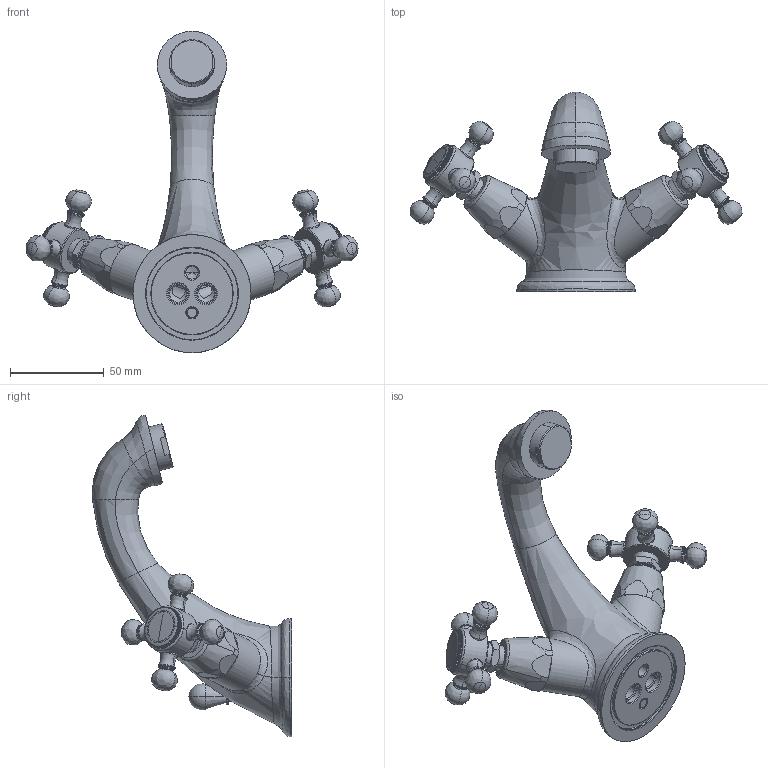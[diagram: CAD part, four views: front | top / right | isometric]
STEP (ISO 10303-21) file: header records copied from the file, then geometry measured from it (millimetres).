
FILE_DESCRIPTION((''),'2;1');
FILE_NAME('VLV065CR','2021-11-11T08:41:36',('ut3'),('PAFFONI SpA'),'CREO PARAMETRIC BY PTC INC, 2020044','CREO PARAMETRIC BY PTC INC, 2020044','');
FILE_SCHEMA(('CONFIG_CONTROL_DESIGN','SHAPE_APPEARANCE_LAYERS_GROUPS'));
Products named in the file (1): VLV065CR
Bounding box: 177.03 x 106.35 x 171.45 mm (x, y, z)
Volume: 164503.2 mm3; surface area: 64552.8 mm2
Topology: 1 solids, 1 shells, 1077 faces, 2899 edges, 1833 vertices
Faces by surface type: plane 513, cylinder 333, torus 91, bspline 62, cone 56, sphere 22
Entity records: 49551 total; most frequent: CARTESIAN_POINT 14136, ORIENTED_EDGE 5742, DIRECTION 5205, EDGE_CURVE 2871, AXIS2_PLACEMENT_3D 1982, VERTEX_POINT 1833, FILL_AREA_STYLE_COLOUR 1418, FILL_AREA_STYLE 1418
